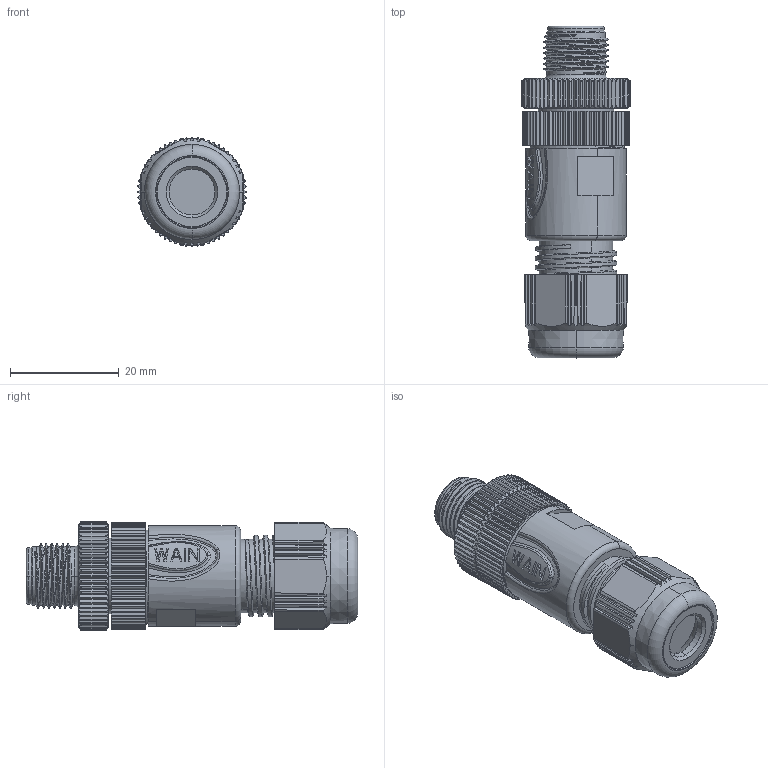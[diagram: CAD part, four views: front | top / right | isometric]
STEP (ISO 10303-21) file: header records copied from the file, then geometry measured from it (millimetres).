
FILE_DESCRIPTION((''),'2;1');
FILE_NAME('3D_1630084113002_M12-M08A-T-D8_','2023-12-27T',('13531'),(''),'PRO/ENGINEER BY PARAMETRIC TECHNOLOGY CORPORATION, 2012480','PRO/ENGINEER BY PARAMETRIC TECHNOLOGY CORPORATION, 2012480','');
FILE_SCHEMA(('CONFIG_CONTROL_DESIGN'));
Products named in the file (1): 3D_1630084113002_M12-M08A-T-D8_
Bounding box: 20 x 61 x 20 mm (x, y, z)
Volume: 12820.1 mm3; surface area: 8641.8 mm2
Topology: 1 solids, 3 shells, 1297 faces, 3455 edges, 2169 vertices
Faces by surface type: plane 481, cylinder 388, cone 240, extrusion 86, bspline 49, sphere 32, torus 21
Entity records: 52779 total; most frequent: CARTESIAN_POINT 22034, ORIENTED_EDGE 6838, DIRECTION 5803, EDGE_CURVE 3419, VERTEX_POINT 2169, AXIS2_PLACEMENT_3D 2121, VECTOR 1561, LINE 1475
